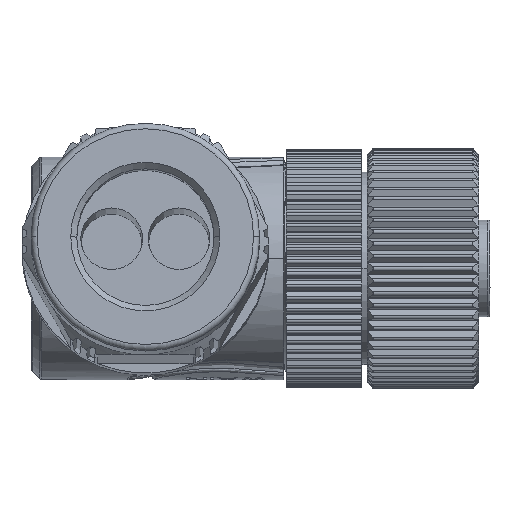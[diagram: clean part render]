
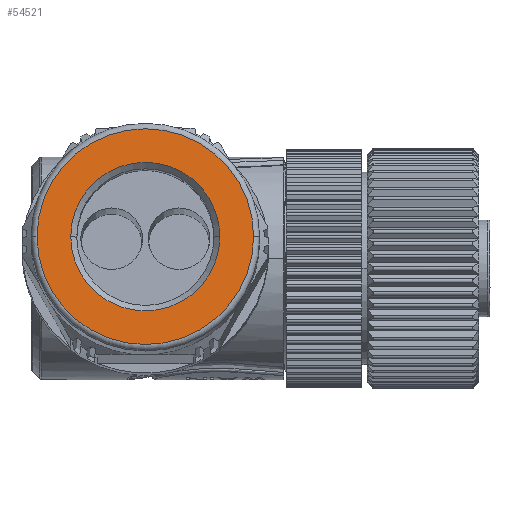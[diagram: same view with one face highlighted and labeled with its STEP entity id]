
A CAD part, left-side view. The second image highlights one B-rep face of the part: STEP entity #54521.
In plain terms, the highlighted planar face has unit normal (-0.996, 0, 0.087).
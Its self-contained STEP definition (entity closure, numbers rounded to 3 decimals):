
#17109=CARTESIAN_POINT('',(-30.185,18.45,2.641));
#17110=DIRECTION('',(-0.996,0.,0.087));
#17111=DIRECTION('',(0.,-1.,0.));
#17112=AXIS2_PLACEMENT_3D('',#17109,#17110,#17111);
#17114=CARTESIAN_POINT('',(-30.185,18.45,2.641));
#17115=DIRECTION('',(-0.996,0.,0.087));
#17116=DIRECTION('',(0.,1.,0.));
#17117=AXIS2_PLACEMENT_3D('',#17114,#17115,#17116);
#17119=CARTESIAN_POINT('',(-30.185,18.45,2.641));
#17120=DIRECTION('',(-0.996,0.,0.087));
#17121=DIRECTION('',(0.,-1.,0.));
#17122=AXIS2_PLACEMENT_3D('',#17119,#17120,#17121);
#17124=CARTESIAN_POINT('',(-30.185,18.45,2.641));
#17125=DIRECTION('',(-0.996,0.,0.087));
#17126=DIRECTION('',(0.,1.,0.));
#17127=AXIS2_PLACEMENT_3D('',#17124,#17125,#17126);
#29082=CARTESIAN_POINT('',(-30.185,9.45,2.641));
#29083=CARTESIAN_POINT('',(-30.185,27.45,2.641));
#29084=VERTEX_POINT('',#29082);
#29085=VERTEX_POINT('',#29083);
#29148=CARTESIAN_POINT('',(-30.185,12.25,2.641));
#29149=CARTESIAN_POINT('',(-30.185,24.65,2.641));
#29150=VERTEX_POINT('',#29148);
#29151=VERTEX_POINT('',#29149);
#54505=CARTESIAN_POINT('',(-30.185,18.45,2.641));
#54506=DIRECTION('',(-0.996,0.,0.087));
#54507=DIRECTION('',(0.,1.,0.));
#54508=AXIS2_PLACEMENT_3D('',#54505,#54506,#54507);
#54509=PLANE('',#54508);
#54511=ORIENTED_EDGE('',*,*,#54510,.F.);
#54512=ORIENTED_EDGE('',*,*,#54488,.F.);
#54513=EDGE_LOOP('',(#54511,#54512));
#54514=FACE_OUTER_BOUND('',#54513,.F.);
#54516=ORIENTED_EDGE('',*,*,#54515,.T.);
#54518=ORIENTED_EDGE('',*,*,#54517,.T.);
#54519=EDGE_LOOP('',(#54516,#54518));
#54520=FACE_BOUND('',#54519,.F.);
#17113=CIRCLE('',#17112,9.);
#17118=CIRCLE('',#17117,9.);
#17123=CIRCLE('',#17122,6.2);
#17128=CIRCLE('',#17127,6.2);
#54488=EDGE_CURVE('',#29085,#29084,#17118,.T.);
#54510=EDGE_CURVE('',#29084,#29085,#17113,.T.);
#54515=EDGE_CURVE('',#29150,#29151,#17123,.T.);
#54517=EDGE_CURVE('',#29151,#29150,#17128,.T.);
#54521=ADVANCED_FACE('',(#54514,#54520),#54509,.T.);
